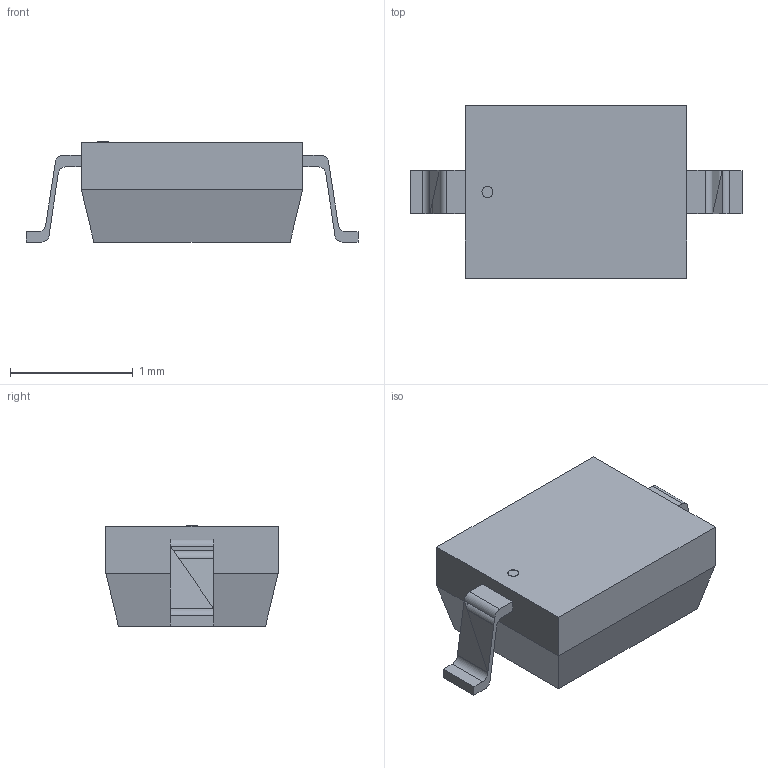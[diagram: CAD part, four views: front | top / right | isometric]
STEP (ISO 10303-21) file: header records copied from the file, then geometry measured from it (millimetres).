
FILE_DESCRIPTION(('STEP AP214'),'1');
FILE_NAME('SOD323-L','2018-03-29T12:13:56',(''),(''),'','','');
FILE_SCHEMA(('AUTOMOTIVE_DESIGN'));
Length unit declared in the file: millimetre
Products named in the file (1): product
Bounding box: 2.7 x 1.4 x 0.81 mm (x, y, z)
Volume: 0 mm3; surface area: 11.2 mm2
Topology: 3 solids, 13 shells, 41 faces, 115 edges, 90 vertices
Faces by surface type: plane 32, cylinder 9
Full cylindrical faces by diameter (mm): 0.09 x1
Entity records: 1438 total; most frequent: CARTESIAN_POINT 249, DIRECTION 222, ORIENTED_EDGE 188, VERTEX_POINT 130, EDGE_CURVE 114, LINE 96, VECTOR 96, AXIS2_PLACEMENT_3D 63
